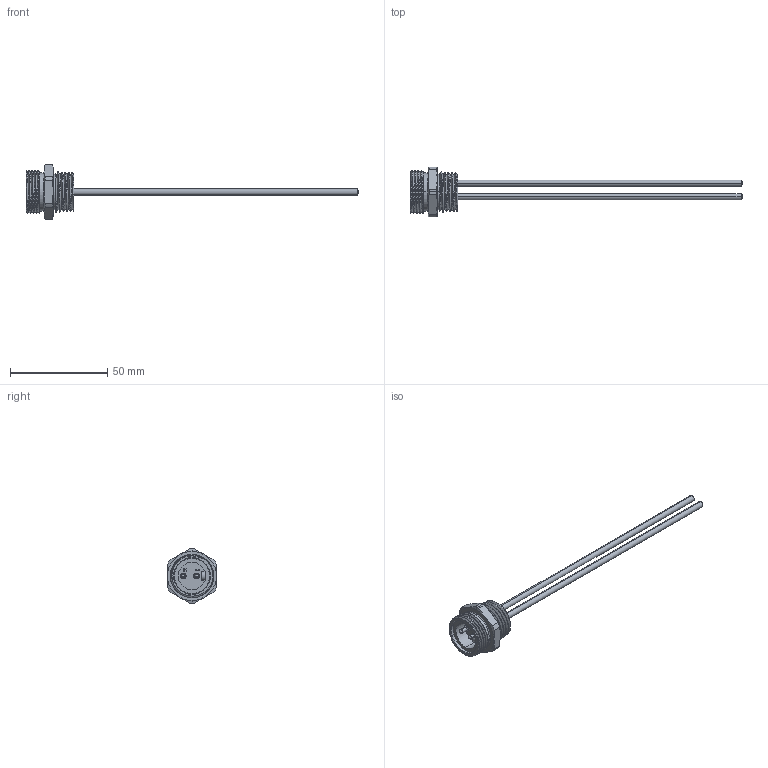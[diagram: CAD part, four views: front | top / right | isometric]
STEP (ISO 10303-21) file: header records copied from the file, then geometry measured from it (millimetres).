
FILE_DESCRIPTION (( 'STEP AP214' ), '1' );
FILE_NAME ('MIN-2MR-ZZ.STEP', '2008-06-06T15:46:40', ( ' ' ), ( '' ), 'SwSTEP 2.0', 'SolidWorks 2008', '' );
FILE_SCHEMA (( 'AUTOMOTIVE_DESIGN' ));
Length unit declared in the file: inch
Products named in the file (1): MIN-2MR-ZZ
Bounding box: 170.51 x 25.4 x 27.94 mm (x, y, z)
Surface area: 7778.3 mm2 (no closed solid volume)
Topology: 0 solids, 9 shells, 120 faces, 348 edges, 237 vertices
Faces by surface type: cylinder 54, cone 25, plane 25, bspline 8, sphere 4, torus 4
Entity records: 8675 total; most frequent: CARTESIAN_POINT 4196, ORIENTED_EDGE 612, DIRECTION 564, EDGE_CURVE 344, VERTEX_POINT 237, AXIS2_PLACEMENT_3D 223, EDGE_LOOP 131, UNCERTAINTY_MEASURE_WITH_UNIT 121
